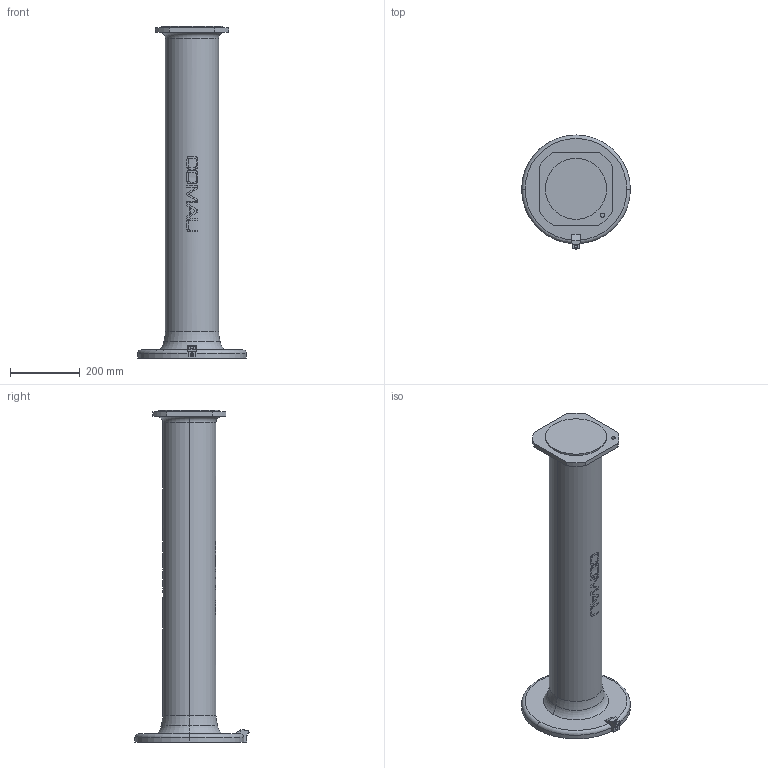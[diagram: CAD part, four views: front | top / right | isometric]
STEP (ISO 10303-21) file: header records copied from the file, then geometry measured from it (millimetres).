
FILE_DESCRIPTION (( 'STEP AP203' ), '1' );
FILE_NAME ('SMART-5 NJ-110-3.0_p07.STEP_Default_sldprt.STEP', '2024-04-24T11:32:18', ( '' ), ( '' ), 'SwSTEP 2.0', 'SolidWorks 2023', '' );
FILE_SCHEMA (( 'CONFIG_CONTROL_DESIGN' ));
Length unit declared in the file: millimetre
Products named in the file (1): SMART-5 NJ-110-3.0_p07.STEP_Default_sldprt
Bounding box: 312 x 327 x 952.18 mm (x, y, z)
Volume: 18744780.1 mm3; surface area: 684783 mm2
Topology: 1 solids, 1 shells, 259 faces, 699 edges, 461 vertices
Faces by surface type: bspline 114, plane 97, cylinder 37, torus 9, cone 2
Entity records: 22244 total; most frequent: CARTESIAN_POINT 16491, ORIENTED_EDGE 1394, DIRECTION 811, EDGE_CURVE 697, VERTEX_POINT 461, LINE 329, VECTOR 329, EDGE_LOOP 282
